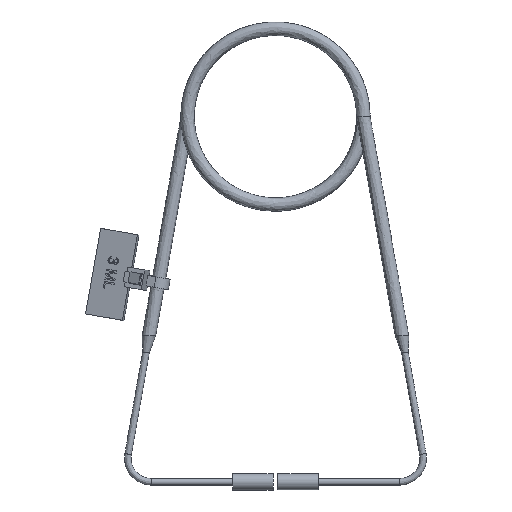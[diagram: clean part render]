
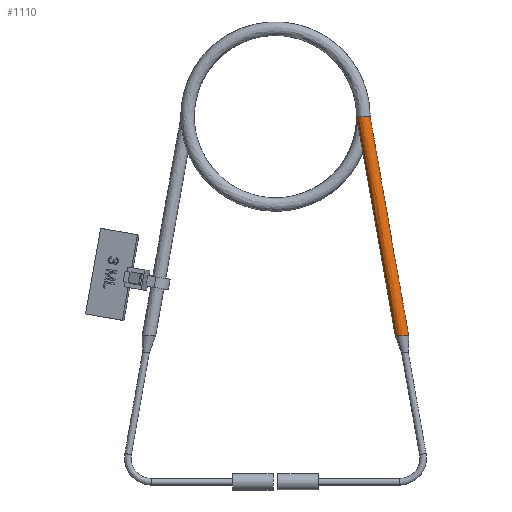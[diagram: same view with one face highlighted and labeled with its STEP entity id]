
A CAD part, front view. The second image highlights one B-rep face of the part: STEP entity #1110.
In plain terms, the highlighted free-form (B-spline) face has degree [1, 2] with [2, 9] control points.
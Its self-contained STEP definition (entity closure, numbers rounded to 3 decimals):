
#955=CARTESIAN_POINT('',(28.119,0.,-51.435));
#956=VERTEX_POINT('',#955);
#964=CARTESIAN_POINT('',(29.707,0.0,-51.435));
#965=DIRECTION('',(0.0,0.0,1.0));
#966=DIRECTION('',(1.0,0.0,0.0));
#967=AXIS2_PLACEMENT_3D('',#964,#965,#966);
#968=CIRCLE('',#967,1.588);
#969=EDGE_CURVE('',#956,#956,#968,.T.);
#1043=CARTESIAN_POINT('',(29.755,-1.588,-51.706));
#1044=CARTESIAN_POINT('',(20.59,-1.588,0.271));
#1045=CARTESIAN_POINT('',(28.215,-1.587,-51.978));
#1046=CARTESIAN_POINT('',(19.05,-1.587,0.));
#1047=CARTESIAN_POINT('',(28.215,0.0,-51.978));
#1048=CARTESIAN_POINT('',(19.05,0.0,0.));
#1049=CARTESIAN_POINT('',(28.215,1.587,-51.978));
#1050=CARTESIAN_POINT('',(19.05,1.587,0.));
#1051=CARTESIAN_POINT('',(29.755,1.588,-51.706));
#1052=CARTESIAN_POINT('',(20.59,1.588,0.271));
#1053=CARTESIAN_POINT('',(31.294,1.587,-51.435));
#1054=CARTESIAN_POINT('',(22.129,1.587,0.543));
#1055=CARTESIAN_POINT('',(31.294,0.0,-51.435));
#1056=CARTESIAN_POINT('',(22.129,0.0,0.543));
#1057=CARTESIAN_POINT('',(31.294,-1.587,-51.435));
#1058=CARTESIAN_POINT('',(22.129,-1.587,0.543));
#1059=CARTESIAN_POINT('',(29.755,-1.588,-51.706));
#1060=CARTESIAN_POINT('',(20.59,-1.588,0.271));
#1068=(BOUNDED_SURFACE()B_SPLINE_SURFACE(1,2,((#1043,#1045,#1047,#1049,#1051,#1053,#1055,#1057,#1059),(#1044,#1046,#1048,#1050,#1052,#1054,#1056,#1058,#1060)),.UNSPECIFIED.,.F.,.T.,.U.)B_SPLINE_SURFACE_WITH_KNOTS((2,2),(3,2,2,2,3),(-33.073,0.174),(0.0,2.494,4.987,7.481,9.975),.UNSPECIFIED.)GEOMETRIC_REPRESENTATION_ITEM()RATIONAL_B_SPLINE_SURFACE(((1.0,0.707,1.0,0.707,1.0,0.707,1.0,0.707,1.0),(1.0,0.707,1.0,0.707,1.0,0.707,1.0,0.707,1.0)))REPRESENTATION_ITEM('')SURFACE());
#1069=ORIENTED_EDGE('',*,*,#969,.T.);
#1070=EDGE_LOOP('',(#1069));
#1071=FACE_OUTER_BOUND('',#1070,.T.);
#1072=CARTESIAN_POINT('',(20.855,-1.572,0.0));
#1073=VERTEX_POINT('',#1072);
#1074=CARTESIAN_POINT('',(19.05,0.,0.0));
#1075=VERTEX_POINT('',#1074);
#1076=CARTESIAN_POINT('',(20.638,0.0,0.0));
#1077=DIRECTION('',(0.0,0.0,-1.0));
#1078=DIRECTION('',(-1.0,0.0,0.0));
#1079=AXIS2_PLACEMENT_3D('',#1076,#1077,#1078);
#1080=CIRCLE('',#1079,1.588);
#1081=EDGE_CURVE('',#1073,#1075,#1080,.T.);
#1082=ORIENTED_EDGE('',*,*,#1081,.T.);
#1083=CARTESIAN_POINT('',(20.415,1.572,0.0));
#1084=VERTEX_POINT('',#1083);
#1085=CARTESIAN_POINT('',(20.638,0.0,0.0));
#1086=DIRECTION('',(0.0,0.0,-1.0));
#1087=DIRECTION('',(-1.0,0.0,0.0));
#1088=AXIS2_PLACEMENT_3D('',#1085,#1086,#1087);
#1089=CIRCLE('',#1088,1.588);
#1090=EDGE_CURVE('',#1075,#1084,#1089,.T.);
#1091=ORIENTED_EDGE('',*,*,#1090,.T.);
#1092=CARTESIAN_POINT('',(22.225,0.,0.0));
#1093=VERTEX_POINT('',#1092);
#1094=CARTESIAN_POINT('',(20.638,0.0,0.0));
#1095=DIRECTION('',(0.0,0.0,-1.0));
#1096=DIRECTION('',(-1.0,0.0,0.0));
#1097=AXIS2_PLACEMENT_3D('',#1094,#1095,#1096);
#1098=CIRCLE('',#1097,1.588);
#1099=EDGE_CURVE('',#1084,#1093,#1098,.T.);
#1100=ORIENTED_EDGE('',*,*,#1099,.T.);
#1101=CARTESIAN_POINT('',(20.638,0.0,0.0));
#1102=DIRECTION('',(0.0,0.0,-1.0));
#1103=DIRECTION('',(-1.0,0.0,0.0));
#1104=AXIS2_PLACEMENT_3D('',#1101,#1102,#1103);
#1105=CIRCLE('',#1104,1.588);
#1106=EDGE_CURVE('',#1093,#1073,#1105,.T.);
#1107=ORIENTED_EDGE('',*,*,#1106,.T.);
#1108=EDGE_LOOP('',(#1082,#1091,#1100,#1107));
#1109=FACE_BOUND('',#1108,.T.);
#1110=ADVANCED_FACE('',(#1071,#1109),#1068,.T.);
